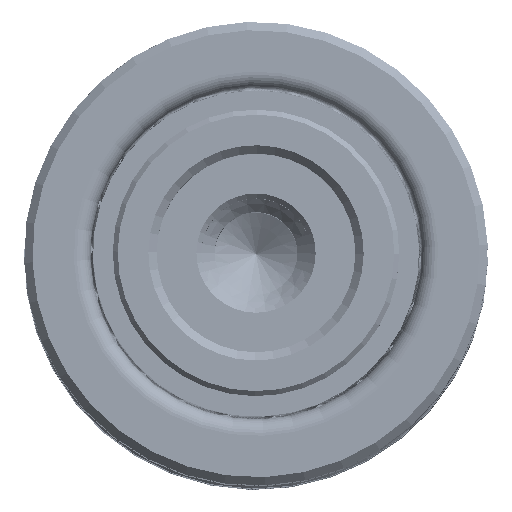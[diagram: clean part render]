
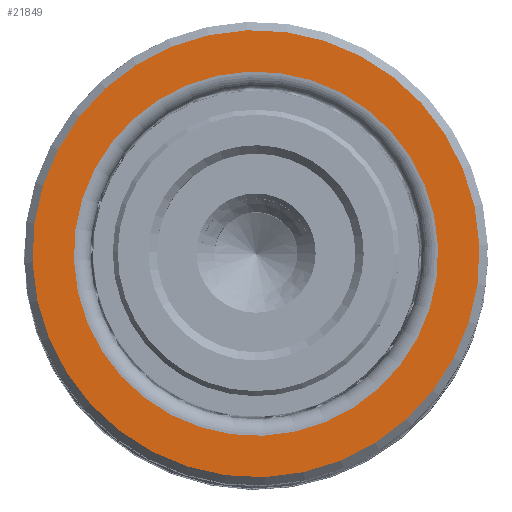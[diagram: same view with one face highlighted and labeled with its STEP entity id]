
A CAD part, top view. The second image highlights one B-rep face of the part: STEP entity #21849.
In plain terms, the highlighted face is planar.
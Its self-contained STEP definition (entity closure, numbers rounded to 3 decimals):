
#3149 = ORIENTED_EDGE ( 'NONE', *, *, #21258, .T. ) ;
#3521 = AXIS2_PLACEMENT_3D ( 'NONE', #24833, #3934, #25216 ) ;
#3934 = DIRECTION ( 'NONE',  ( 0., 0., 1. ) ) ;
#3998 = AXIS2_PLACEMENT_3D ( 'NONE', #29151, #10931, #32237 ) ;
#4302 = EDGE_CURVE ( 'NONE', #33900, #32746, #9063, .T. ) ;
#6498 = AXIS2_PLACEMENT_3D ( 'NONE', #6809, #28120, #9903 ) ;
#6809 = CARTESIAN_POINT ( 'NONE',  ( 0., 0., 0. ) ) ;
#8661 = CIRCLE ( 'NONE', #6498, 13.5 ) ;
#9063 = CIRCLE ( 'NONE', #35020, 13.5 ) ;
#9903 = DIRECTION ( 'NONE',  ( 1., 0., 0. ) ) ;
#10931 = DIRECTION ( 'NONE',  ( 0., 0., 1. ) ) ;
#13281 = CIRCLE ( 'NONE', #29550, 11. ) ;
#15158 = EDGE_CURVE ( 'NONE', #29093, #37042, #23875, .T. ) ;
#15431 = DIRECTION ( 'NONE',  ( 0., 0., 1. ) ) ;
#15652 = FACE_BOUND ( 'NONE', #21104, .T. ) ;
#16334 = DIRECTION ( 'NONE',  ( 0., 0., -1. ) ) ;
#17312 = EDGE_LOOP ( 'NONE', ( #29919, #22008 ) ) ;
#21104 = EDGE_LOOP ( 'NONE', ( #3149, #31580 ) ) ;
#21258 = EDGE_CURVE ( 'NONE', #37042, #29093, #13281, .T. ) ;
#21849 = ADVANCED_FACE ( 'NONE', ( #15652, #23776 ), #34153, .F. ) ;
#22008 = ORIENTED_EDGE ( 'NONE', *, *, #4302, .T. ) ;
#23776 = FACE_OUTER_BOUND ( 'NONE', #17312, .T. ) ;
#23875 = CIRCLE ( 'NONE', #3998, 11. ) ;
#24833 = CARTESIAN_POINT ( 'NONE',  ( 0., 0., 0. ) ) ;
#24909 = CARTESIAN_POINT ( 'NONE',  ( -11., 0., 0. ) ) ;
#25216 = DIRECTION ( 'NONE',  ( 1., 0., 0. ) ) ;
#27086 = CARTESIAN_POINT ( 'NONE',  ( 11., 0., 0. ) ) ;
#27564 = CARTESIAN_POINT ( 'NONE',  ( 13.5, 0., 0. ) ) ;
#27735 = CARTESIAN_POINT ( 'NONE',  ( -13.5, 0., 0. ) ) ;
#28120 = DIRECTION ( 'NONE',  ( 0., 0., -1. ) ) ;
#29093 = VERTEX_POINT ( 'NONE', #24909 ) ;
#29151 = CARTESIAN_POINT ( 'NONE',  ( 0., 0., 0. ) ) ;
#29550 = AXIS2_PLACEMENT_3D ( 'NONE', #33677, #15431, #36729 ) ;
#29919 = ORIENTED_EDGE ( 'NONE', *, *, #37154, .T. ) ;
#31580 = ORIENTED_EDGE ( 'NONE', *, *, #15158, .T. ) ;
#32237 = DIRECTION ( 'NONE',  ( 1., 0., 0. ) ) ;
#32746 = VERTEX_POINT ( 'NONE', #27564 ) ;
#33677 = CARTESIAN_POINT ( 'NONE',  ( 0., 0., 0. ) ) ;
#33900 = VERTEX_POINT ( 'NONE', #27735 ) ;
#34153 = PLANE ( 'NONE',  #3521 ) ;
#34562 = CARTESIAN_POINT ( 'NONE',  ( 0., 0., 0. ) ) ;
#35020 = AXIS2_PLACEMENT_3D ( 'NONE', #34562, #16334, #37628 ) ;
#36729 = DIRECTION ( 'NONE',  ( 1., 0., 0. ) ) ;
#37042 = VERTEX_POINT ( 'NONE', #27086 ) ;
#37154 = EDGE_CURVE ( 'NONE', #32746, #33900, #8661, .T. ) ;
#37628 = DIRECTION ( 'NONE',  ( 1., 0., 0. ) ) ;
